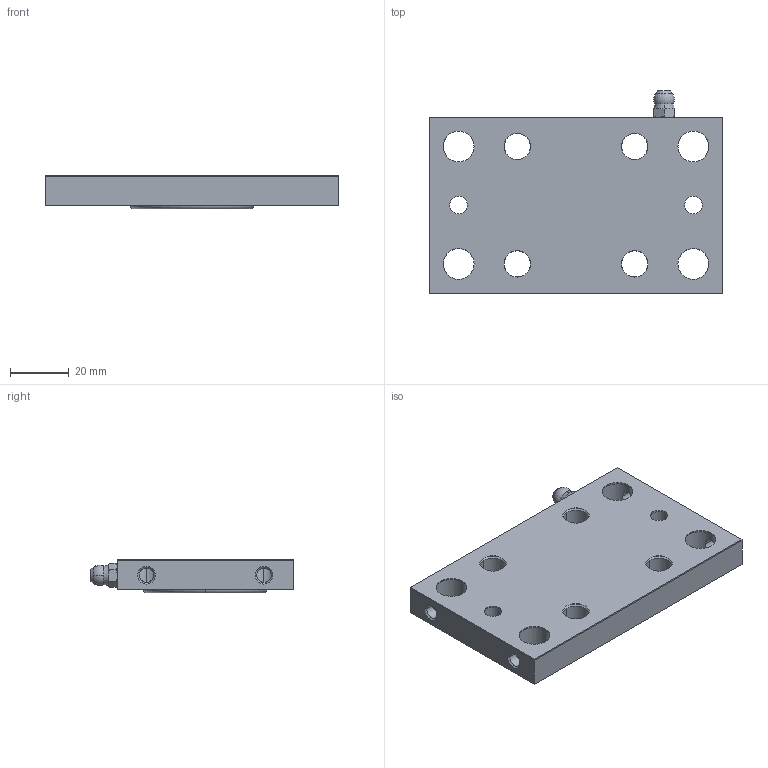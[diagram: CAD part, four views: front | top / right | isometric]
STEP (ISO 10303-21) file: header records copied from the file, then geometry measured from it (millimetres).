
FILE_DESCRIPTION(('STEP AP203'),'1');
FILE_NAME('ap_0-lub.stp','2014-08-06T06:39:40',('TraceParts'),('TraceParts S.A.'),'XStep 1.0',' ',' ');
FILE_SCHEMA(('CONFIG_CONTROL_DESIGN'));
Length unit declared in the file: millimetre
Products named in the file (4): 1; 2; 3; 4
Bounding box: 100 x 69 x 11.5 mm (x, y, z)
Volume: 47028.3 mm3; surface area: 29269.5 mm2
Topology: 4 solids, 4 shells, 136 faces, 355 edges, 218 vertices
Faces by surface type: cone 58, cylinder 50, plane 22, torus 4, sphere 2
Entity records: 4783 total; most frequent: CARTESIAN_POINT 1143, DIRECTION 767, ORIENTED_EDGE 702, EDGE_CURVE 351, AXIS2_PLACEMENT_3D 318, VERTEX_POINT 218, EDGE_LOOP 187, CIRCLE 174
